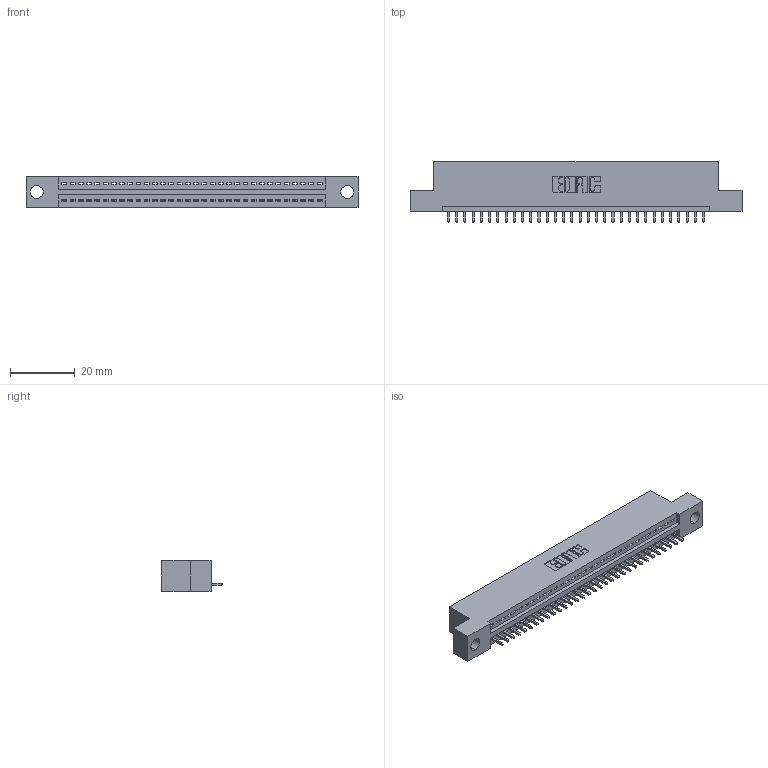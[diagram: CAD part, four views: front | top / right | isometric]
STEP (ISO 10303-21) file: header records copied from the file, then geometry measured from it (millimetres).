
FILE_DESCRIPTION (( 'STEP AP203' ), '1' );
FILE_NAME ('395-032-521-104.STEP', '2019-10-19T13:50:40', ( '' ), ( '' ), 'SwSTEP 2.0', 'SolidWorks 2016', '' );
FILE_SCHEMA (( 'CONFIG_CONTROL_DESIGN' ));
Length unit declared in the file: inch
Products named in the file (3): 395-032-521-104; 345-292-001_345-293-121; 345 Part_Flush Mounting Lugs - 0.156 Dia-TH
Assembly tree (33 placements, depth 2):
  395-032-521-104
    345 Part_Flush Mounting Lugs - 0.156 Dia-TH
    345-292-001_345-293-121  x32
Bounding box: 102.49 x 18.72 x 9.4 mm (x, y, z)
Volume: 9473.7 mm3; surface area: 11906.5 mm2
Topology: 33 solids, 33 shells, 1982 faces, 5973 edges, 3938 vertices
Faces by surface type: plane 1360, cylinder 622
Entity records: 25451 total; most frequent: CARTESIAN_POINT 4416, ORIENTED_EDGE 4382, DIRECTION 3871, EDGE_CURVE 2191, VECTOR 1931, LINE 1931, VERTEX_POINT 1458, AXIS2_PLACEMENT_3D 970
